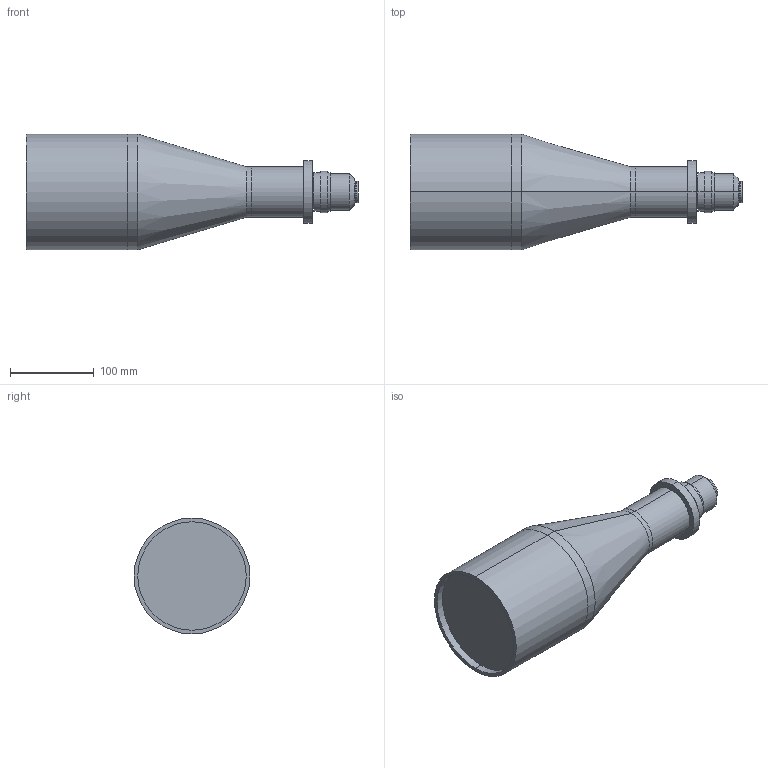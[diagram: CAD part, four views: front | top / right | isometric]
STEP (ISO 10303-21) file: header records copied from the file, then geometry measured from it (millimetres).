
FILE_DESCRIPTION (( 'STEP AP203' ), '1' );
FILE_NAME ('S5LPJ1551_02.STEP', '2016-02-10T06:19:38', ( 'poweredge' ), ( 'Hewlett-Packard Company' ), 'SwSTEP 2.0', 'SolidWorks 2015', '' );
FILE_SCHEMA (( 'CONFIG_CONTROL_DESIGN' ));
Length unit declared in the file: millimetre
Products named in the file (1): S5LPJ1551_02
Bounding box: 395.62 x 138 x 138 mm (x, y, z)
Volume: 3207283.4 mm3; surface area: 152971.6 mm2
Topology: 1 solids, 1 shells, 64 faces, 126 edges, 76 vertices
Faces by surface type: cylinder 32, plane 14, cone 10, torus 8
Entity records: 1739 total; most frequent: DIRECTION 340, CARTESIAN_POINT 267, ORIENTED_EDGE 252, AXIS2_PLACEMENT_3D 149, EDGE_CURVE 126, CIRCLE 84, EDGE_LOOP 76, VERTEX_POINT 76
